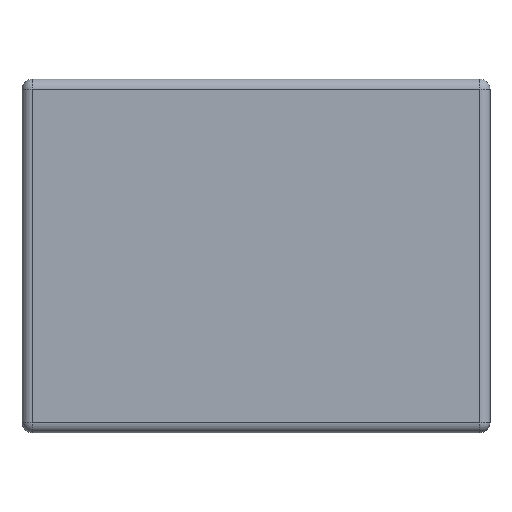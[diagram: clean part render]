
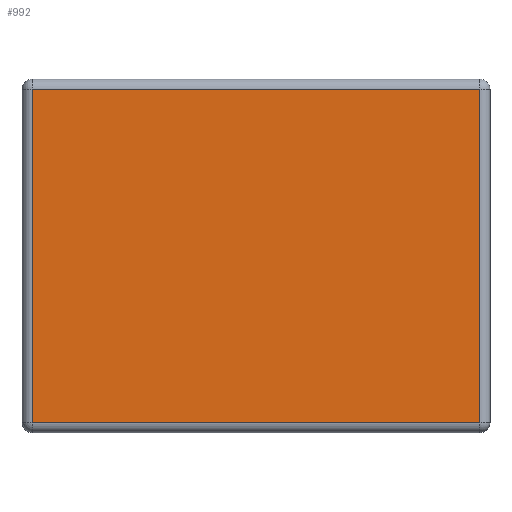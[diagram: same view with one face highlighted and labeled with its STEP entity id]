
A CAD part, top view. The second image highlights one B-rep face of the part: STEP entity #992.
In plain terms, the highlighted planar face has unit normal (0, 0, 1).
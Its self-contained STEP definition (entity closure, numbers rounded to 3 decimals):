
#816 = VERTEX_POINT('',#817);
#817 = CARTESIAN_POINT('',(-1.095,0.815,0.52));
#824 = EDGE_CURVE('',#816,#825,#827,.T.);
#825 = VERTEX_POINT('',#826);
#826 = CARTESIAN_POINT('',(1.095,0.815,0.52));
#827 = LINE('',#828,#829);
#828 = CARTESIAN_POINT('',(-1.145,0.815,0.52));
#829 = VECTOR('',#830,1.);
#830 = DIRECTION('',(1.,0.,0.));
#992 = ADVANCED_FACE('',(#993),#1018,.T.);
#993 = FACE_BOUND('',#994,.T.);
#994 = EDGE_LOOP('',(#995,#1005,#1011,#1012));
#995 = ORIENTED_EDGE('',*,*,#996,.F.);
#996 = EDGE_CURVE('',#997,#999,#1001,.T.);
#997 = VERTEX_POINT('',#998);
#998 = CARTESIAN_POINT('',(1.095,-0.815,0.52));
#999 = VERTEX_POINT('',#1000);
#1000 = CARTESIAN_POINT('',(-1.095,-0.815,0.52));
#1001 = LINE('',#1002,#1003);
#1002 = CARTESIAN_POINT('',(1.145,-0.815,0.52));
#1003 = VECTOR('',#1004,1.);
#1004 = DIRECTION('',(-1.,0.,0.));
#1005 = ORIENTED_EDGE('',*,*,#1006,.F.);
#1006 = EDGE_CURVE('',#825,#997,#1007,.T.);
#1007 = LINE('',#1008,#1009);
#1008 = CARTESIAN_POINT('',(1.095,0.865,0.52));
#1009 = VECTOR('',#1010,1.);
#1010 = DIRECTION('',(0.,-1.,0.));
#1011 = ORIENTED_EDGE('',*,*,#824,.F.);
#1012 = ORIENTED_EDGE('',*,*,#1013,.F.);
#1013 = EDGE_CURVE('',#999,#816,#1014,.T.);
#1014 = LINE('',#1015,#1016);
#1015 = CARTESIAN_POINT('',(-1.095,-0.865,0.52));
#1016 = VECTOR('',#1017,1.);
#1017 = DIRECTION('',(0.,1.,0.));
#1018 = PLANE('',#1019);
#1019 = AXIS2_PLACEMENT_3D('',#1020,#1021,#1022);
#1020 = CARTESIAN_POINT('',(0.,0.,0.52));
#1021 = DIRECTION('',(0.,0.,1.));
#1022 = DIRECTION('',(1.,0.,0.));
